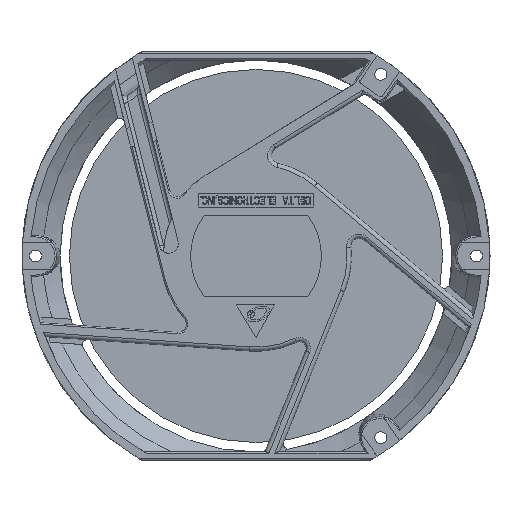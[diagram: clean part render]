
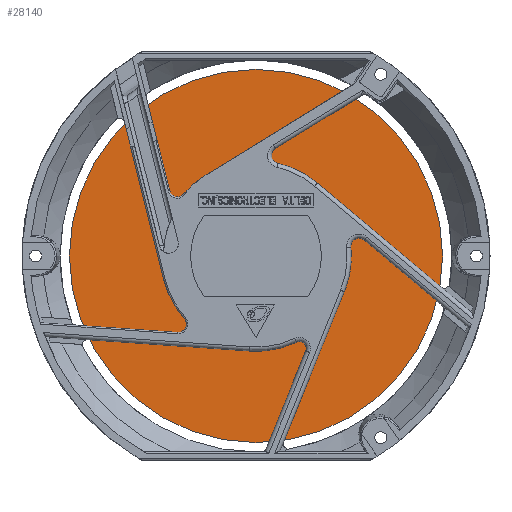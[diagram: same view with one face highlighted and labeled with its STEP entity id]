
A CAD part, front view. The second image highlights one B-rep face of the part: STEP entity #28140.
In plain terms, the highlighted planar face has unit normal (0, -1, 0).
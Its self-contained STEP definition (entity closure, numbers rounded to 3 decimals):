
#6686=CARTESIAN_POINT('',(0.,8.15,0.));
#6687=DIRECTION('',(0.,-1.,0.));
#6688=DIRECTION('',(-0.971,0.,-0.241));
#6689=AXIS2_PLACEMENT_3D('',#6686,#6687,#6688);
#9277=CARTESIAN_POINT('',(0.,8.15,0.));
#9278=DIRECTION('',(0.,-1.,0.));
#9279=DIRECTION('',(-0.914,0.,-0.405));
#9280=AXIS2_PLACEMENT_3D('',#9277,#9278,#9279);
#9303=CARTESIAN_POINT('',(0.,8.15,0.));
#9304=DIRECTION('',(0.,1.,0.));
#9305=DIRECTION('',(-1.,0.,0.));
#9306=AXIS2_PLACEMENT_3D('',#9303,#9304,#9305);
#9308=CARTESIAN_POINT('',(0.,8.15,0.));
#9309=DIRECTION('',(0.,1.,0.));
#9310=DIRECTION('',(1.,0.,0.));
#9311=AXIS2_PLACEMENT_3D('',#9308,#9309,#9310);
#9331=CARTESIAN_POINT('',(0.,8.15,0.));
#9332=DIRECTION('',(0.,-1.,0.));
#9333=DIRECTION('',(0.,0.,1.));
#9334=AXIS2_PLACEMENT_3D('',#9331,#9332,#9333);
#11306=DIRECTION('',(0.946,0.,0.326));
#11307=VECTOR('',#11306,1.004);
#11308=CARTESIAN_POINT('',(-33.948,8.15,-8.516));
#11309=LINE('',#11308,#11307);
#11337=DIRECTION('',(-0.946,0.,-0.326));
#11338=VECTOR('',#11337,1.004);
#11339=CARTESIAN_POINT('',(-31.046,8.15,-13.863));
#11340=LINE('',#11339,#11338);
#15117=CARTESIAN_POINT('',(-68.561,8.15,0.));
#15118=CARTESIAN_POINT('',(68.561,8.15,0.));
#15119=VERTEX_POINT('',#15117);
#15120=VERTEX_POINT('',#15118);
#15121=CARTESIAN_POINT('',(-31.995,8.15,-14.19));
#15122=CARTESIAN_POINT('',(0.,8.15,35.));
#15123=VERTEX_POINT('',#15121);
#15124=VERTEX_POINT('',#15122);
#15125=CARTESIAN_POINT('',(-33.948,8.15,-8.516));
#15126=VERTEX_POINT('',#15125);
#15127=CARTESIAN_POINT('',(-32.999,8.15,-8.19));
#15128=VERTEX_POINT('',#15127);
#15129=CARTESIAN_POINT('',(-31.046,8.15,-13.863));
#15130=VERTEX_POINT('',#15129);
#28119=CARTESIAN_POINT('',(0.,8.15,0.));
#28120=DIRECTION('',(0.,1.,0.));
#28121=DIRECTION('',(-1.,0.,0.));
#28122=AXIS2_PLACEMENT_3D('',#28119,#28120,#28121);
#28123=PLANE('',#28122);
#28125=ORIENTED_EDGE('',*,*,#28124,.T.);
#28127=ORIENTED_EDGE('',*,*,#28126,.T.);
#28128=EDGE_LOOP('',(#28125,#28127));
#28129=FACE_OUTER_BOUND('',#28128,.F.);
#28130=ORIENTED_EDGE('',*,*,#28073,.T.);
#28132=ORIENTED_EDGE('',*,*,#28131,.T.);
#28134=ORIENTED_EDGE('',*,*,#28133,.T.);
#28135=ORIENTED_EDGE('',*,*,#25026,.T.);
#28137=ORIENTED_EDGE('',*,*,#28136,.T.);
#28138=EDGE_LOOP('',(#28130,#28132,#28134,#28135,#28137));
#28139=FACE_BOUND('',#28138,.F.);
#28140=ADVANCED_FACE('',(#28129,#28139),#28123,.F.);
#6690=CIRCLE('',#6689,34.);
#9281=CIRCLE('',#9280,35.);
#9307=CIRCLE('',#9306,68.561);
#9312=CIRCLE('',#9311,68.561);
#9335=CIRCLE('',#9334,35.);
#25026=EDGE_CURVE('',#15128,#15130,#6690,.T.);
#28073=EDGE_CURVE('',#15123,#15124,#9281,.T.);
#28124=EDGE_CURVE('',#15119,#15120,#9307,.T.);
#28126=EDGE_CURVE('',#15120,#15119,#9312,.T.);
#28131=EDGE_CURVE('',#15124,#15126,#9335,.T.);
#28133=EDGE_CURVE('',#15126,#15128,#11309,.T.);
#28136=EDGE_CURVE('',#15130,#15123,#11340,.T.);
